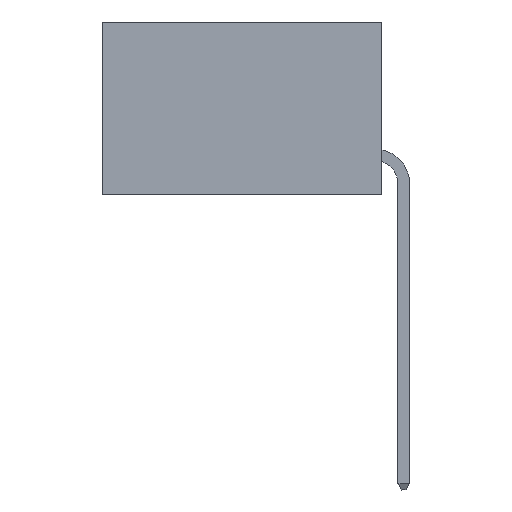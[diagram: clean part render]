
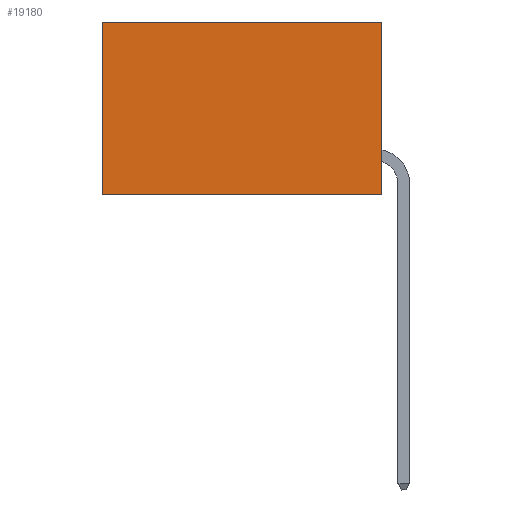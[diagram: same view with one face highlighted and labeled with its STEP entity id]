
A CAD part, left-side view. The second image highlights one B-rep face of the part: STEP entity #19180.
In plain terms, the highlighted planar face has unit normal (-1, 0, 0).
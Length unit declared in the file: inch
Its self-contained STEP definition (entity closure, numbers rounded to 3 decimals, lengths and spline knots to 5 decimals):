
#98 = FACE_OUTER_BOUND ( 'NONE', #1152, .T. ) ;
#204 = DIRECTION ( 'NONE',  ( 1., 0., 0. ) ) ;
#279 = VERTEX_POINT ( 'NONE', #18813 ) ;
#460 = EDGE_CURVE ( 'NONE', #16329, #279, #4716, .T. ) ;
#475 = CARTESIAN_POINT ( 'NONE',  ( 0.2875, 0., -0.37 ) ) ;
#1028 = EDGE_CURVE ( 'NONE', #3382, #16329, #6577, .T. ) ;
#1152 = EDGE_LOOP ( 'NONE', ( #17847, #8997, #2074, #14132 ) ) ;
#2074 = ORIENTED_EDGE ( 'NONE', *, *, #14684, .F. ) ;
#3302 = PLANE ( 'NONE',  #17240 ) ;
#3313 = CARTESIAN_POINT ( 'NONE',  ( 0.2875, 0., 0. ) ) ;
#3382 = VERTEX_POINT ( 'NONE', #4624 ) ;
#4624 = CARTESIAN_POINT ( 'NONE',  ( 0.2875, 0., 0. ) ) ;
#4716 = LINE ( 'NONE', #9518, #5193 ) ;
#5193 = VECTOR ( 'NONE', #11014, 39.37008 ) ;
#6577 = LINE ( 'NONE', #3313, #17442 ) ;
#7845 = LINE ( 'NONE', #15748, #19426 ) ;
#8207 = DIRECTION ( 'NONE',  ( 0., 1., 0. ) ) ;
#8210 = LINE ( 'NONE', #14303, #9597 ) ;
#8997 = ORIENTED_EDGE ( 'NONE', *, *, #10333, .F. ) ;
#9089 = CARTESIAN_POINT ( 'NONE',  ( 0.2875, 0.6, 0. ) ) ;
#9296 = CARTESIAN_POINT ( 'NONE',  ( 0.2875, 0., 0. ) ) ;
#9518 = CARTESIAN_POINT ( 'NONE',  ( 0.2875, 0.6, 0. ) ) ;
#9597 = VECTOR ( 'NONE', #8207, 39.37008 ) ;
#10298 = VERTEX_POINT ( 'NONE', #475 ) ;
#10333 = EDGE_CURVE ( 'NONE', #10298, #279, #8210, .T. ) ;
#11014 = DIRECTION ( 'NONE',  ( 0., 0., -1. ) ) ;
#13708 = DIRECTION ( 'NONE',  ( 0., 0., -1. ) ) ;
#13845 = DIRECTION ( 'NONE',  ( 0., 1., 0. ) ) ;
#14132 = ORIENTED_EDGE ( 'NONE', *, *, #1028, .T. ) ;
#14303 = CARTESIAN_POINT ( 'NONE',  ( 0.2875, 0., -0.37 ) ) ;
#14684 = EDGE_CURVE ( 'NONE', #3382, #10298, #7845, .T. ) ;
#15748 = CARTESIAN_POINT ( 'NONE',  ( 0.2875, 0., 0. ) ) ;
#16329 = VERTEX_POINT ( 'NONE', #9089 ) ;
#17240 = AXIS2_PLACEMENT_3D ( 'NONE', #9296, #204, #13708 ) ;
#17442 = VECTOR ( 'NONE', #13845, 39.37008 ) ;
#17847 = ORIENTED_EDGE ( 'NONE', *, *, #460, .T. ) ;
#18813 = CARTESIAN_POINT ( 'NONE',  ( 0.2875, 0.6, -0.37 ) ) ;
#18963 = DIRECTION ( 'NONE',  ( 0., 0., -1. ) ) ;
#19180 = ADVANCED_FACE ( 'NONE', ( #98 ), #3302, .F. ) ;
#19426 = VECTOR ( 'NONE', #18963, 39.37008 ) ;
